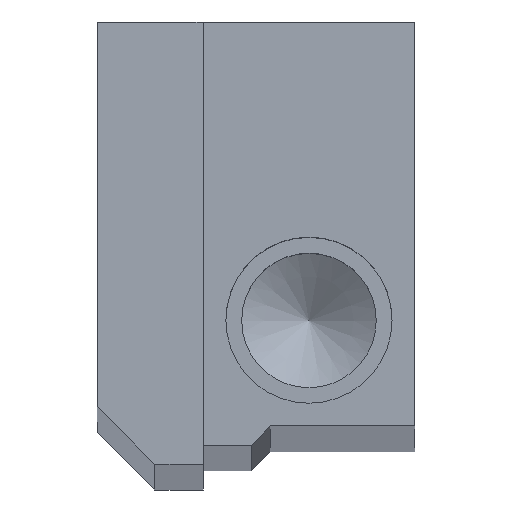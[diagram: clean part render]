
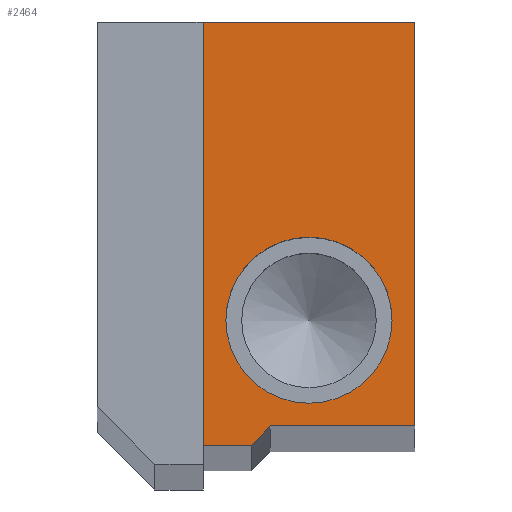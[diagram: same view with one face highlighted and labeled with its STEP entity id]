
A CAD part, top view. The second image highlights one B-rep face of the part: STEP entity #2464.
In plain terms, the highlighted planar face has unit normal (0, 0, 1).
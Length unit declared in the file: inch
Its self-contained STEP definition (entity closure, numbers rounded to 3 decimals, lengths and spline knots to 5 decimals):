
#139=LINE('',#3958,#184);
#143=LINE('',#4154,#188);
#147=LINE('',#4162,#192);
#150=LINE('',#4167,#195);
#152=LINE('',#4171,#197);
#155=LINE('',#4176,#200);
#184=VECTOR('',#3141,1.3125);
#188=VECTOR('',#3381,0.15625);
#192=VECTOR('',#3387,1.375);
#195=VECTOR('',#3392,0.688);
#197=VECTOR('',#3396,0.46925);
#200=VECTOR('',#3401,0.08839);
#324=PLANE('',#2822);
#484=FACE_BOUND('',#972,.T.);
#685=FACE_OUTER_BOUND('',#971,.T.);
#971=EDGE_LOOP('',(#2077,#2078,#2079,#2080,#2081,#2082));
#972=EDGE_LOOP('',(#2083));
#1216=CIRCLE('',#2694,0.27);
#1412=VERTEX_POINT('',#3947);
#1415=VERTEX_POINT('',#3956);
#1416=VERTEX_POINT('',#3957);
#1489=VERTEX_POINT('',#4152);
#1490=VERTEX_POINT('',#4153);
#1493=VERTEX_POINT('',#4161);
#1495=VERTEX_POINT('',#4170);
#1642=EDGE_CURVE('',#1412,#1412,#1216,.T.);
#1645=EDGE_CURVE('',#1415,#1416,#139,.T.);
#1719=EDGE_CURVE('',#1489,#1490,#143,.T.);
#1723=EDGE_CURVE('',#1490,#1493,#147,.T.);
#1726=EDGE_CURVE('',#1493,#1415,#150,.T.);
#1728=EDGE_CURVE('',#1416,#1495,#152,.T.);
#1731=EDGE_CURVE('',#1495,#1489,#155,.T.);
#2077=ORIENTED_EDGE('',*,*,#1719,.F.);
#2078=ORIENTED_EDGE('',*,*,#1731,.F.);
#2079=ORIENTED_EDGE('',*,*,#1728,.F.);
#2080=ORIENTED_EDGE('',*,*,#1645,.F.);
#2081=ORIENTED_EDGE('',*,*,#1726,.F.);
#2082=ORIENTED_EDGE('',*,*,#1723,.F.);
#2083=ORIENTED_EDGE('',*,*,#1642,.T.);
#2464=ADVANCED_FACE('',(#685,#484),#324,.T.);
#2694=AXIS2_PLACEMENT_3D('',#3948,#3129,#3130);
#2822=AXIS2_PLACEMENT_3D('',#4178,#3403,#3404);
#3129=DIRECTION('center_axis',(0.,0.,-1.));
#3130=DIRECTION('ref_axis',(1.,0.,0.));
#3141=DIRECTION('',(0.,-1.,0.));
#3381=DIRECTION('',(-1.,0.,0.));
#3387=DIRECTION('',(0.,1.,0.));
#3392=DIRECTION('',(1.,0.,0.));
#3396=DIRECTION('',(-1.,0.,0.));
#3401=DIRECTION('',(-0.707,-0.707,0.));
#3403=DIRECTION('center_axis',(0.,0.,1.));
#3404=DIRECTION('ref_axis',(1.,0.,0.));
#3947=CARTESIAN_POINT('',(0.583,0.03125,48.));
#3948=CARTESIAN_POINT('Origin',(0.313,0.03125,48.));
#3956=CARTESIAN_POINT('',(0.65675,1.,48.));
#3957=CARTESIAN_POINT('',(0.65675,-0.3125,48.));
#3958=CARTESIAN_POINT('',(0.65675,1.,48.));
#4152=CARTESIAN_POINT('',(0.125,-0.375,48.));
#4153=CARTESIAN_POINT('',(-0.03125,-0.375,48.));
#4154=CARTESIAN_POINT('',(0.125,-0.375,48.));
#4161=CARTESIAN_POINT('',(-0.03125,1.,48.));
#4162=CARTESIAN_POINT('',(-0.03125,-0.375,48.));
#4167=CARTESIAN_POINT('',(-0.03125,1.,48.));
#4170=CARTESIAN_POINT('',(0.1875,-0.3125,48.));
#4171=CARTESIAN_POINT('',(0.65675,-0.3125,48.));
#4176=CARTESIAN_POINT('',(0.1875,-0.3125,48.));
#4178=CARTESIAN_POINT('Origin',(0.3065,0.32602,48.));
